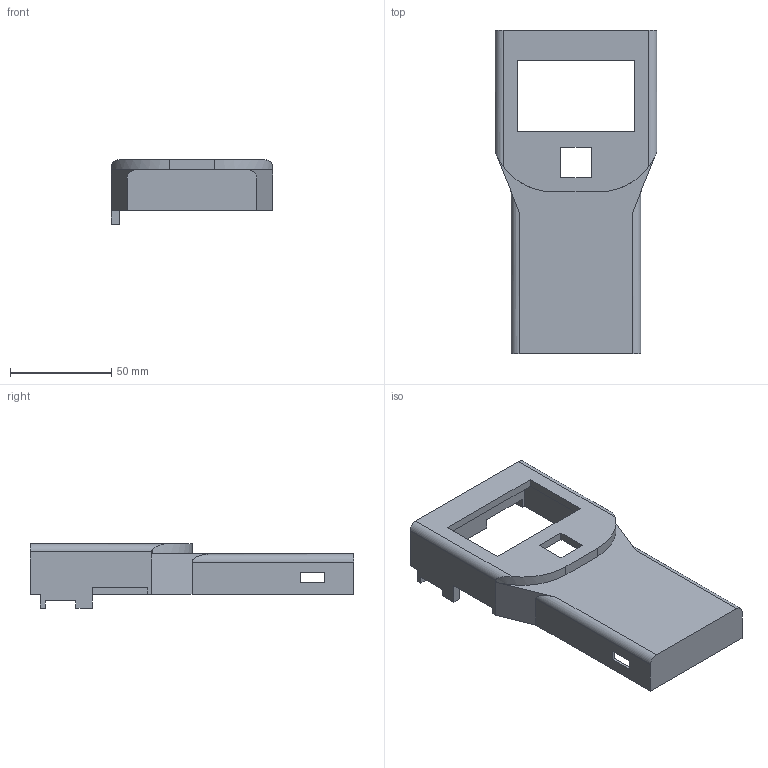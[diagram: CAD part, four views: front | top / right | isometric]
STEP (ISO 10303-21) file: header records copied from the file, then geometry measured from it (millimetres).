
FILE_DESCRIPTION(('FreeCAD Model'),'2;1');
FILE_NAME('Open CASCADE Shape Model','2025-01-17T16:05:19',(''),(''), 'Open CASCADE STEP processor 7.7','FreeCAD','Unknown');
FILE_SCHEMA(('AUTOMOTIVE_DESIGN { 1 0 10303 214 1 1 1 1 }'));
Length unit declared in the file: millimetre
Products named in the file (1): Up
Bounding box: 80 x 160 x 31.8 mm (x, y, z)
Volume: 76778.2 mm3; surface area: 37993.2 mm2
Topology: 1 solids, 1 shells, 86 faces, 222 edges, 148 vertices
Faces by surface type: plane 70, cylinder 16
Full cylindrical faces by diameter (mm): 2 x4, 3 x2, 4.4 x4
Entity records: 2682 total; most frequent: CARTESIAN_POINT 507, ORIENTED_EDGE 444, DIRECTION 426, EDGE_CURVE 222, LINE 188, VECTOR 188, VERTEX_POINT 148, AXIS2_PLACEMENT_3D 119
